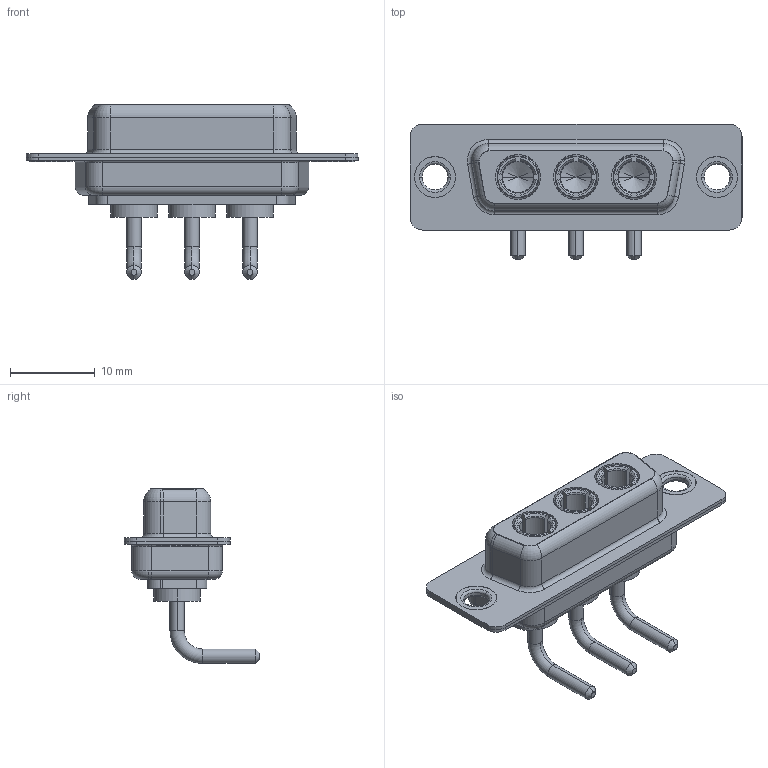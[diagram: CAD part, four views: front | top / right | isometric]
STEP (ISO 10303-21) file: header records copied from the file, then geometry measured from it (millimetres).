
FILE_DESCRIPTION (( 'STEP AP203' ), '1' );
FILE_NAME ('630-3W3-640-1T1.STEP', '2022-05-27T19:06:47', ( '' ), ( '' ), 'SwSTEP 2.0', 'SolidWorks 2020', '' );
FILE_SCHEMA (( 'CONFIG_CONTROL_DESIGN' ));
Length unit declared in the file: millimetre
Products named in the file (6): 630Combo Thru Hole Rivet; 630Combo Housing_3W3; 630Combo Shell Front_15 Contacts; 630-3W3-640-1T1; Power Socket_10A RA; 630Combo Shell Rear_15 Contacts
Assembly tree (8 placements, depth 2):
  630-3W3-640-1T1
    630Combo Housing_3W3
    630Combo Shell Front_15 Contacts
    630Combo Shell Rear_15 Contacts
    630Combo Thru Hole Rivet  x2
    Power Socket_10A RA  x3
Bounding box: 39.2 x 16 x 20.65 mm (x, y, z)
Volume: 2391.9 mm3; surface area: 5627.2 mm2
Topology: 11 solids, 11 shells, 487 faces, 1221 edges, 770 vertices
Faces by surface type: cylinder 196, plane 154, torus 83, cone 51, bspline 3
Entity records: 10542 total; most frequent: CARTESIAN_POINT 2028, DIRECTION 1758, ORIENTED_EDGE 1578, EDGE_CURVE 789, AXIS2_PLACEMENT_3D 719, VERTEX_POINT 496, CIRCLE 388, EDGE_LOOP 357
